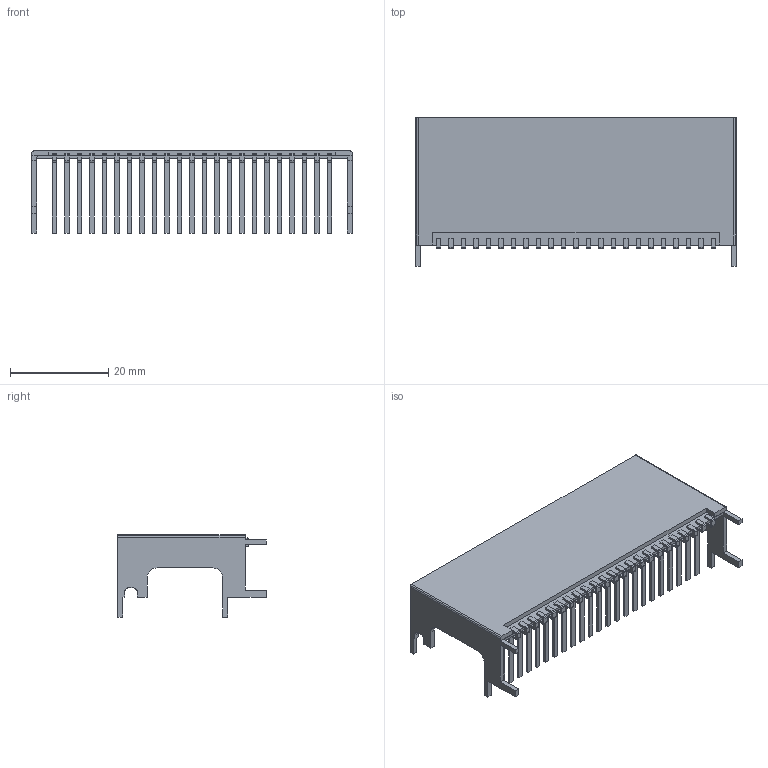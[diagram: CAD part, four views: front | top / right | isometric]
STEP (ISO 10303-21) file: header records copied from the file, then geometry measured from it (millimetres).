
FILE_DESCRIPTION((''),'2;1');
FILE_NAME('PT6910 Serie.stp','2009-01-29T09:19:52',(''),(''),'Mechanical Desktop 2006','Mechanical Desktop 2006',', , ');
FILE_SCHEMA(('AUTOMOTIVE_DESIGN { 1 2 10303 214 0 1 1 1 }'));
Length unit declared in the file: millimetre
Products named in the file (1): Product
Bounding box: 65.21 x 30.22 x 16.7 mm (x, y, z)
Volume: 3180.4 mm3; surface area: 9141.2 mm2
Topology: 25 solids, 25 shells, 492 faces, 1324 edges, 882 vertices
Faces by surface type: plane 332, cylinder 160
Entity records: 15427 total; most frequent: CARTESIAN_POINT 2699, ORIENTED_EDGE 2648, DIRECTION 2630, EDGE_CURVE 1324, VECTOR 1004, LINE 1004, VERTEX_POINT 882, AXIS2_PLACEMENT_3D 813
